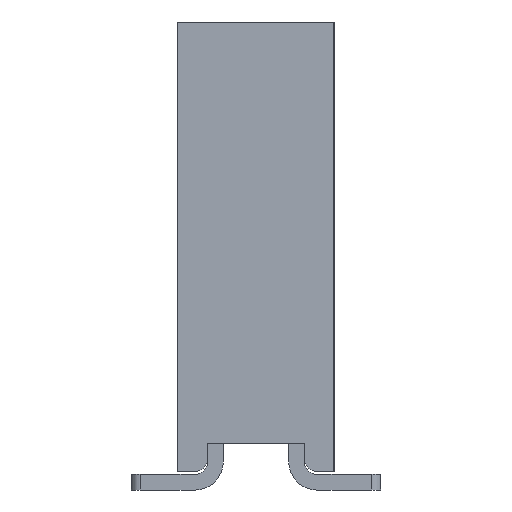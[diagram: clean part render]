
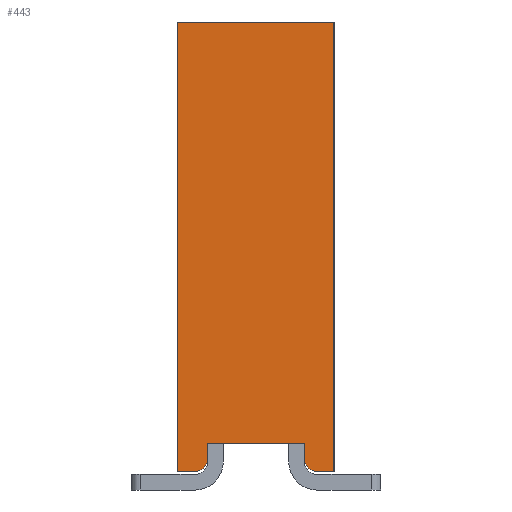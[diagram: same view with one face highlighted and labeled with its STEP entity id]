
A CAD part, left-side view. The second image highlights one B-rep face of the part: STEP entity #443.
In plain terms, the highlighted planar face has unit normal (-1, 0, 0).
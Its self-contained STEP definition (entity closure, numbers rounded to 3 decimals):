
#136=CIRCLE('',#11902,0.2);
#137=CIRCLE('',#11903,0.2);
#443=ADVANCED_FACE('',(#1565),#1055,.T.);
#1055=PLANE('',#11904);
#1565=FACE_OUTER_BOUND('',#2202,.T.);
#2202=EDGE_LOOP('',(#3292,#3293,#3294,#3295,#3296,#3297,#3298,#3299,#3300,
#3301));
#3292=ORIENTED_EDGE('',*,*,#7563,.T.);
#3293=ORIENTED_EDGE('',*,*,#7672,.T.);
#3294=ORIENTED_EDGE('',*,*,#7556,.T.);
#3295=ORIENTED_EDGE('',*,*,#7560,.F.);
#3296=ORIENTED_EDGE('',*,*,#7542,.F.);
#3297=ORIENTED_EDGE('',*,*,#7673,.T.);
#3298=ORIENTED_EDGE('',*,*,#7674,.T.);
#3299=ORIENTED_EDGE('',*,*,#7670,.T.);
#3300=ORIENTED_EDGE('',*,*,#7668,.T.);
#3301=ORIENTED_EDGE('',*,*,#7675,.F.);
#6427=VERTEX_POINT('',#16429);
#6428=VERTEX_POINT('',#16431);
#6436=VERTEX_POINT('',#16452);
#6439=VERTEX_POINT('',#16457);
#6444=VERTEX_POINT('',#16471);
#6445=VERTEX_POINT('',#16473);
#6547=VERTEX_POINT('',#16678);
#6549=VERTEX_POINT('',#16682);
#6551=VERTEX_POINT('',#16688);
#6552=VERTEX_POINT('',#16693);
#7542=EDGE_CURVE('',#6427,#6428,#9222,.T.);
#7556=EDGE_CURVE('',#6436,#6439,#9236,.T.);
#7560=EDGE_CURVE('',#6428,#6439,#9240,.T.);
#7563=EDGE_CURVE('',#6445,#6444,#9243,.T.);
#7668=EDGE_CURVE('',#6547,#6549,#9348,.T.);
#7670=EDGE_CURVE('',#6551,#6547,#9350,.T.);
#7672=EDGE_CURVE('',#6444,#6436,#136,.T.);
#7673=EDGE_CURVE('',#6427,#6552,#137,.T.);
#7674=EDGE_CURVE('',#6552,#6551,#9352,.T.);
#7675=EDGE_CURVE('',#6445,#6549,#9353,.T.);
#9222=LINE('',#16430,#10698);
#9236=LINE('',#16458,#10712);
#9240=LINE('',#16465,#10716);
#9243=LINE('',#16472,#10719);
#9348=LINE('',#16683,#10824);
#9350=LINE('',#16687,#10826);
#9352=LINE('',#16694,#10828);
#9353=LINE('',#16695,#10829);
#10698=VECTOR('',#13085,1.);
#10712=VECTOR('',#13103,1.);
#10716=VECTOR('',#13109,1.);
#10719=VECTOR('',#13114,1.);
#10824=VECTOR('',#13221,1.);
#10826=VECTOR('',#13225,1.);
#10828=VECTOR('',#13233,1.);
#10829=VECTOR('',#13234,1.);
#11902=AXIS2_PLACEMENT_3D('',#16691,#13229,#13230);
#11903=AXIS2_PLACEMENT_3D('',#16692,#13231,#13232);
#11904=AXIS2_PLACEMENT_3D('',#16696,#13235,#13236);
#13085=DIRECTION('',(0.,0.,1.));
#13103=DIRECTION('',(0.,0.,1.));
#13109=DIRECTION('',(0.,1.,0.));
#13114=DIRECTION('',(0.,-1.,0.));
#13221=DIRECTION('',(0.,1.,0.));
#13225=DIRECTION('',(0.,0.,1.));
#13229=DIRECTION('',(-1.,0.,0.));
#13230=DIRECTION('',(0.,0.,1.));
#13231=DIRECTION('',(-1.,0.,0.));
#13232=DIRECTION('',(0.,0.,1.));
#13233=DIRECTION('',(0.,-1.,0.));
#13234=DIRECTION('',(0.,0.,1.));
#13235=DIRECTION('',(-1.,0.,0.));
#13236=DIRECTION('',(0.,0.,1.));
#16429=CARTESIAN_POINT('',(0.,0.475,0.2));
#16430=CARTESIAN_POINT('',(0.,0.475,0.45));
#16431=CARTESIAN_POINT('',(0.,0.475,0.45));
#16452=CARTESIAN_POINT('',(0.,2.025,0.2));
#16457=CARTESIAN_POINT('',(0.,2.025,0.45));
#16458=CARTESIAN_POINT('',(0.,2.025,0.45));
#16465=CARTESIAN_POINT('',(0.,0.475,0.45));
#16471=CARTESIAN_POINT('',(0.,2.225,0.));
#16472=CARTESIAN_POINT('',(0.,1.25,0.));
#16473=CARTESIAN_POINT('',(0.,2.5,0.));
#16678=CARTESIAN_POINT('',(0.,0.,7.2));
#16682=CARTESIAN_POINT('',(0.,2.5,7.2));
#16683=CARTESIAN_POINT('',(0.,1.25,7.2));
#16687=CARTESIAN_POINT('',(0.,0.,0.));
#16688=CARTESIAN_POINT('',(0.,0.,0.));
#16691=CARTESIAN_POINT('',(0.,2.225,0.2));
#16692=CARTESIAN_POINT('',(0.,0.275,0.2));
#16693=CARTESIAN_POINT('',(0.,0.275,0.));
#16694=CARTESIAN_POINT('',(0.,1.25,0.));
#16695=CARTESIAN_POINT('',(0.,2.5,0.));
#16696=CARTESIAN_POINT('',(0.,1.25,0.));
